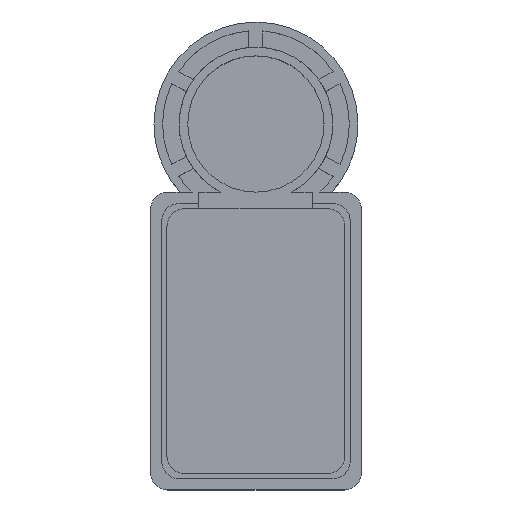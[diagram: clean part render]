
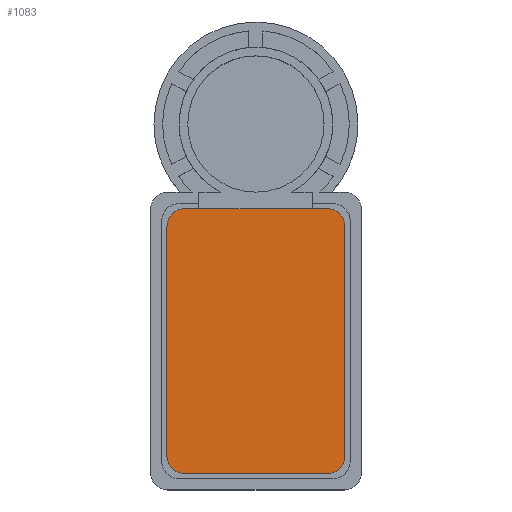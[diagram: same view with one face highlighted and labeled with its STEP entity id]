
A CAD part, top view. The second image highlights one B-rep face of the part: STEP entity #1083.
In plain terms, the highlighted planar face has unit normal (0, 0, 1).
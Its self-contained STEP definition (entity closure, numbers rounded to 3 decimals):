
#93 = EDGE_CURVE ( 'NONE', #2118, #2055, #317, .T. ) ;
#101 = EDGE_CURVE ( 'NONE', #782, #1000, #1153, .T. ) ;
#119 = DIRECTION ( 'NONE',  ( 0., 0., 1. ) ) ;
#122 = CARTESIAN_POINT ( 'NONE',  ( 0., -9.758, -8.52 ) ) ;
#142 = DIRECTION ( 'NONE',  ( 0., -1., 0. ) ) ;
#173 = LINE ( 'NONE', #2081, #2153 ) ;
#240 = ORIENTED_EDGE ( 'NONE', *, *, #2000, .T. ) ;
#265 = VERTEX_POINT ( 'NONE', #2650 ) ;
#276 = ORIENTED_EDGE ( 'NONE', *, *, #647, .F. ) ;
#302 = DIRECTION ( 'NONE',  ( -1., 0., 0. ) ) ;
#317 = CIRCLE ( 'NONE', #760, 2. ) ;
#533 = LINE ( 'NONE', #1589, #755 ) ;
#542 = CARTESIAN_POINT ( 'NONE',  ( 10.25, -38.258, -8.52 ) ) ;
#545 = EDGE_CURVE ( 'NONE', #265, #1398, #794, .T. ) ;
#551 = CARTESIAN_POINT ( 'NONE',  ( -10.25, -38.258, -8.52 ) ) ;
#556 = DIRECTION ( 'NONE',  ( 0., 0., -1. ) ) ;
#647 = EDGE_CURVE ( 'NONE', #2118, #782, #173, .T. ) ;
#748 = CARTESIAN_POINT ( 'NONE',  ( 8.25, -38.258, -8.52 ) ) ;
#755 = VECTOR ( 'NONE', #929, 1000. ) ;
#760 = AXIS2_PLACEMENT_3D ( 'NONE', #748, #1588, #2393 ) ;
#778 = DIRECTION ( 'NONE',  ( -1., 0., 0. ) ) ;
#782 = VERTEX_POINT ( 'NONE', #1917 ) ;
#794 = LINE ( 'NONE', #122, #2194 ) ;
#810 = CARTESIAN_POINT ( 'NONE',  ( 10.157, -40.151, -8.52 ) ) ;
#929 = DIRECTION ( 'NONE',  ( 0., -1., 0. ) ) ;
#940 = DIRECTION ( 'NONE',  ( -1., 0., 0. ) ) ;
#946 = CARTESIAN_POINT ( 'NONE',  ( 8.25, -11.758, -8.52 ) ) ;
#986 = VECTOR ( 'NONE', #142, 1000. ) ;
#1000 = VERTEX_POINT ( 'NONE', #551 ) ;
#1054 = ORIENTED_EDGE ( 'NONE', *, *, #1604, .F. ) ;
#1083 = ADVANCED_FACE ( 'NONE', ( #1434 ), #1475, .T. ) ;
#1133 = DIRECTION ( 'NONE',  ( 0., 0., -1. ) ) ;
#1153 = CIRCLE ( 'NONE', #1191, 2. ) ;
#1170 = CARTESIAN_POINT ( 'NONE',  ( -8.25, -11.758, -8.52 ) ) ;
#1191 = AXIS2_PLACEMENT_3D ( 'NONE', #2415, #556, #302 ) ;
#1280 = ORIENTED_EDGE ( 'NONE', *, *, #101, .F. ) ;
#1289 = AXIS2_PLACEMENT_3D ( 'NONE', #810, #2485, #2056 ) ;
#1326 = CIRCLE ( 'NONE', #1451, 2. ) ;
#1334 = CIRCLE ( 'NONE', #1599, 2. ) ;
#1353 = LINE ( 'NONE', #1796, #986 ) ;
#1398 = VERTEX_POINT ( 'NONE', #1563 ) ;
#1434 = FACE_OUTER_BOUND ( 'NONE', #2523, .T. ) ;
#1451 = AXIS2_PLACEMENT_3D ( 'NONE', #1170, #1133, #940 ) ;
#1475 = PLANE ( 'NONE',  #1289 ) ;
#1563 = CARTESIAN_POINT ( 'NONE',  ( -8.25, -9.758, -8.52 ) ) ;
#1588 = DIRECTION ( 'NONE',  ( 0., 0., 1. ) ) ;
#1589 = CARTESIAN_POINT ( 'NONE',  ( -10.25, 0., -8.52 ) ) ;
#1599 = AXIS2_PLACEMENT_3D ( 'NONE', #946, #119, #778 ) ;
#1604 = EDGE_CURVE ( 'NONE', #1694, #2055, #1353, .T. ) ;
#1634 = ORIENTED_EDGE ( 'NONE', *, *, #93, .T. ) ;
#1649 = EDGE_CURVE ( 'NONE', #1694, #265, #1334, .T. ) ;
#1694 = VERTEX_POINT ( 'NONE', #1757 ) ;
#1702 = ORIENTED_EDGE ( 'NONE', *, *, #545, .T. ) ;
#1757 = CARTESIAN_POINT ( 'NONE',  ( 10.25, -11.758, -8.52 ) ) ;
#1796 = CARTESIAN_POINT ( 'NONE',  ( 10.25, 0., -8.52 ) ) ;
#1917 = CARTESIAN_POINT ( 'NONE',  ( -8.25, -40.258, -8.52 ) ) ;
#2000 = EDGE_CURVE ( 'NONE', #2125, #1000, #533, .T. ) ;
#2030 = EDGE_CURVE ( 'NONE', #2125, #1398, #1326, .T. ) ;
#2055 = VERTEX_POINT ( 'NONE', #542 ) ;
#2056 = DIRECTION ( 'NONE',  ( 1., 0., 0. ) ) ;
#2081 = CARTESIAN_POINT ( 'NONE',  ( 0., -40.258, -8.52 ) ) ;
#2093 = DIRECTION ( 'NONE',  ( -1., 0., 0. ) ) ;
#2118 = VERTEX_POINT ( 'NONE', #2263 ) ;
#2125 = VERTEX_POINT ( 'NONE', #2251 ) ;
#2153 = VECTOR ( 'NONE', #2093, 1000. ) ;
#2181 = DIRECTION ( 'NONE',  ( -1., 0., 0. ) ) ;
#2194 = VECTOR ( 'NONE', #2181, 1000. ) ;
#2210 = ORIENTED_EDGE ( 'NONE', *, *, #2030, .F. ) ;
#2251 = CARTESIAN_POINT ( 'NONE',  ( -10.25, -11.758, -8.52 ) ) ;
#2263 = CARTESIAN_POINT ( 'NONE',  ( 8.25, -40.258, -8.52 ) ) ;
#2343 = ORIENTED_EDGE ( 'NONE', *, *, #1649, .T. ) ;
#2393 = DIRECTION ( 'NONE',  ( -1., 0., 0. ) ) ;
#2415 = CARTESIAN_POINT ( 'NONE',  ( -8.25, -38.258, -8.52 ) ) ;
#2485 = DIRECTION ( 'NONE',  ( 0., 0., 1. ) ) ;
#2523 = EDGE_LOOP ( 'NONE', ( #1054, #2343, #1702, #2210, #240, #1280, #276, #1634 ) ) ;
#2650 = CARTESIAN_POINT ( 'NONE',  ( 8.25, -9.758, -8.52 ) ) ;
